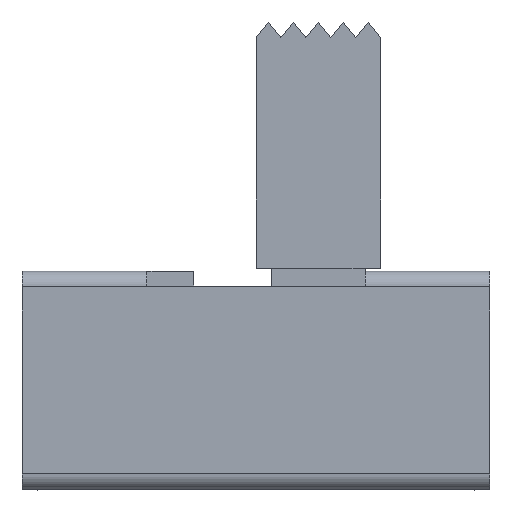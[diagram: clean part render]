
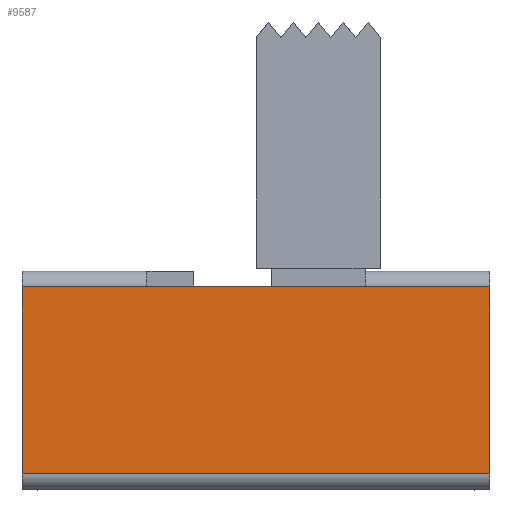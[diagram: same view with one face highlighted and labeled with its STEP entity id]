
A CAD part, top view. The second image highlights one B-rep face of the part: STEP entity #9587.
In plain terms, the highlighted planar face has unit normal (0, 0, 1).
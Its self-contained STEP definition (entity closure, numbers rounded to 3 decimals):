
#8328 = CYLINDRICAL_SURFACE('',#8329,0.5);
#8329 = AXIS2_PLACEMENT_3D('',#8330,#8331,#8332);
#8330 = CARTESIAN_POINT('',(-7.5,3.,10.));
#8331 = DIRECTION('',(1.,0.,0.));
#8332 = DIRECTION('',(0.,1.,0.));
#8356 = PLANE('',#8357);
#8357 = AXIS2_PLACEMENT_3D('',#8358,#8359,#8360);
#8358 = CARTESIAN_POINT('',(7.5,3.5,10.5));
#8359 = DIRECTION('',(1.,0.,0.));
#8360 = DIRECTION('',(0.,0.,-1.));
#8706 = VERTEX_POINT('',#8707);
#8707 = CARTESIAN_POINT('',(3.5,3.,10.5));
#8729 = EDGE_CURVE('',#8706,#8730,#8732,.T.);
#8730 = VERTEX_POINT('',#8731);
#8731 = CARTESIAN_POINT('',(7.5,3.,10.5));
#8732 = SURFACE_CURVE('',#8733,(#8737,#8744),.PCURVE_S1.);
#8733 = LINE('',#8734,#8735);
#8734 = CARTESIAN_POINT('',(-7.5,3.,10.5));
#8735 = VECTOR('',#8736,1.);
#8736 = DIRECTION('',(1.,0.,0.));
#8737 = PCURVE('',#8328,#8738);
#8738 = DEFINITIONAL_REPRESENTATION('',(#8739),#8743);
#8739 = LINE('',#8740,#8741);
#8740 = CARTESIAN_POINT('',(1.571,0.));
#8741 = VECTOR('',#8742,1.);
#8742 = DIRECTION('',(0.,1.));
#8743 = ( GEOMETRIC_REPRESENTATION_CONTEXT(2) 
PARAMETRIC_REPRESENTATION_CONTEXT() REPRESENTATION_CONTEXT('2D SPACE',''
  ) );
#8744 = PCURVE('',#8745,#8750);
#8745 = PLANE('',#8746);
#8746 = AXIS2_PLACEMENT_3D('',#8747,#8748,#8749);
#8747 = CARTESIAN_POINT('',(-7.5,3.5,10.5));
#8748 = DIRECTION('',(0.,0.,1.));
#8749 = DIRECTION('',(1.,0.,0.));
#8750 = DEFINITIONAL_REPRESENTATION('',(#8751),#8755);
#8751 = LINE('',#8752,#8753);
#8752 = CARTESIAN_POINT('',(0.,-0.5));
#8753 = VECTOR('',#8754,1.);
#8754 = DIRECTION('',(1.,0.));
#8755 = ( GEOMETRIC_REPRESENTATION_CONTEXT(2) 
PARAMETRIC_REPRESENTATION_CONTEXT() REPRESENTATION_CONTEXT('2D SPACE',''
  ) );
#8849 = PLANE('',#8850);
#8850 = AXIS2_PLACEMENT_3D('',#8851,#8852,#8853);
#8851 = CARTESIAN_POINT('',(-3.5,3.,7.));
#8852 = DIRECTION('',(0.,1.,0.));
#8853 = DIRECTION('',(0.,0.,1.));
#9408 = EDGE_CURVE('',#8730,#9409,#9411,.T.);
#9409 = VERTEX_POINT('',#9410);
#9410 = CARTESIAN_POINT('',(7.5,-3.,10.5));
#9411 = SURFACE_CURVE('',#9412,(#9416,#9423),.PCURVE_S1.);
#9412 = LINE('',#9413,#9414);
#9413 = CARTESIAN_POINT('',(7.5,3.5,10.5));
#9414 = VECTOR('',#9415,1.);
#9415 = DIRECTION('',(0.,-1.,0.));
#9416 = PCURVE('',#8356,#9417);
#9417 = DEFINITIONAL_REPRESENTATION('',(#9418),#9422);
#9418 = LINE('',#9419,#9420);
#9419 = CARTESIAN_POINT('',(0.,0.));
#9420 = VECTOR('',#9421,1.);
#9421 = DIRECTION('',(0.,-1.));
#9422 = ( GEOMETRIC_REPRESENTATION_CONTEXT(2) 
PARAMETRIC_REPRESENTATION_CONTEXT() REPRESENTATION_CONTEXT('2D SPACE',''
  ) );
#9423 = PCURVE('',#8745,#9424);
#9424 = DEFINITIONAL_REPRESENTATION('',(#9425),#9429);
#9425 = LINE('',#9426,#9427);
#9426 = CARTESIAN_POINT('',(15.,0.));
#9427 = VECTOR('',#9428,1.);
#9428 = DIRECTION('',(0.,-1.));
#9429 = ( GEOMETRIC_REPRESENTATION_CONTEXT(2) 
PARAMETRIC_REPRESENTATION_CONTEXT() REPRESENTATION_CONTEXT('2D SPACE',''
  ) );
#9448 = CYLINDRICAL_SURFACE('',#9449,0.5);
#9449 = AXIS2_PLACEMENT_3D('',#9450,#9451,#9452);
#9450 = CARTESIAN_POINT('',(-7.5,-3.,10.));
#9451 = DIRECTION('',(1.,0.,0.));
#9452 = DIRECTION('',(0.,0.,1.));
#9587 = ADVANCED_FACE('',(#9588),#8745,.T.);
#9588 = FACE_BOUND('',#9589,.T.);
#9589 = EDGE_LOOP('',(#9590,#9620,#9641,#9642,#9643,#9666));
#9590 = ORIENTED_EDGE('',*,*,#9591,.T.);
#9591 = EDGE_CURVE('',#9592,#9594,#9596,.T.);
#9592 = VERTEX_POINT('',#9593);
#9593 = CARTESIAN_POINT('',(-7.5,3.,10.5));
#9594 = VERTEX_POINT('',#9595);
#9595 = CARTESIAN_POINT('',(-7.5,-3.,10.5));
#9596 = SURFACE_CURVE('',#9597,(#9601,#9608),.PCURVE_S1.);
#9597 = LINE('',#9598,#9599);
#9598 = CARTESIAN_POINT('',(-7.5,3.5,10.5));
#9599 = VECTOR('',#9600,1.);
#9600 = DIRECTION('',(0.,-1.,0.));
#9601 = PCURVE('',#8745,#9602);
#9602 = DEFINITIONAL_REPRESENTATION('',(#9603),#9607);
#9603 = LINE('',#9604,#9605);
#9604 = CARTESIAN_POINT('',(0.,0.));
#9605 = VECTOR('',#9606,1.);
#9606 = DIRECTION('',(0.,-1.));
#9607 = ( GEOMETRIC_REPRESENTATION_CONTEXT(2) 
PARAMETRIC_REPRESENTATION_CONTEXT() REPRESENTATION_CONTEXT('2D SPACE',''
  ) );
#9608 = PCURVE('',#9609,#9614);
#9609 = PLANE('',#9610);
#9610 = AXIS2_PLACEMENT_3D('',#9611,#9612,#9613);
#9611 = CARTESIAN_POINT('',(-7.5,3.5,0.5));
#9612 = DIRECTION('',(-1.,0.,0.));
#9613 = DIRECTION('',(0.,0.,1.));
#9614 = DEFINITIONAL_REPRESENTATION('',(#9615),#9619);
#9615 = LINE('',#9616,#9617);
#9616 = CARTESIAN_POINT('',(10.,0.));
#9617 = VECTOR('',#9618,1.);
#9618 = DIRECTION('',(0.,-1.));
#9619 = ( GEOMETRIC_REPRESENTATION_CONTEXT(2) 
PARAMETRIC_REPRESENTATION_CONTEXT() REPRESENTATION_CONTEXT('2D SPACE',''
  ) );
#9620 = ORIENTED_EDGE('',*,*,#9621,.T.);
#9621 = EDGE_CURVE('',#9594,#9409,#9622,.T.);
#9622 = SURFACE_CURVE('',#9623,(#9627,#9634),.PCURVE_S1.);
#9623 = LINE('',#9624,#9625);
#9624 = CARTESIAN_POINT('',(-7.5,-3.,10.5));
#9625 = VECTOR('',#9626,1.);
#9626 = DIRECTION('',(1.,0.,0.));
#9627 = PCURVE('',#8745,#9628);
#9628 = DEFINITIONAL_REPRESENTATION('',(#9629),#9633);
#9629 = LINE('',#9630,#9631);
#9630 = CARTESIAN_POINT('',(0.,-6.5));
#9631 = VECTOR('',#9632,1.);
#9632 = DIRECTION('',(1.,0.));
#9633 = ( GEOMETRIC_REPRESENTATION_CONTEXT(2) 
PARAMETRIC_REPRESENTATION_CONTEXT() REPRESENTATION_CONTEXT('2D SPACE',''
  ) );
#9634 = PCURVE('',#9448,#9635);
#9635 = DEFINITIONAL_REPRESENTATION('',(#9636),#9640);
#9636 = LINE('',#9637,#9638);
#9637 = CARTESIAN_POINT('',(0.,0.));
#9638 = VECTOR('',#9639,1.);
#9639 = DIRECTION('',(0.,1.));
#9640 = ( GEOMETRIC_REPRESENTATION_CONTEXT(2) 
PARAMETRIC_REPRESENTATION_CONTEXT() REPRESENTATION_CONTEXT('2D SPACE',''
  ) );
#9641 = ORIENTED_EDGE('',*,*,#9408,.F.);
#9642 = ORIENTED_EDGE('',*,*,#8729,.F.);
#9643 = ORIENTED_EDGE('',*,*,#9644,.F.);
#9644 = EDGE_CURVE('',#9645,#8706,#9647,.T.);
#9645 = VERTEX_POINT('',#9646);
#9646 = CARTESIAN_POINT('',(-3.5,3.,10.5));
#9647 = SURFACE_CURVE('',#9648,(#9652,#9659),.PCURVE_S1.);
#9648 = LINE('',#9649,#9650);
#9649 = CARTESIAN_POINT('',(-3.5,3.,10.5));
#9650 = VECTOR('',#9651,1.);
#9651 = DIRECTION('',(1.,0.,0.));
#9652 = PCURVE('',#8745,#9653);
#9653 = DEFINITIONAL_REPRESENTATION('',(#9654),#9658);
#9654 = LINE('',#9655,#9656);
#9655 = CARTESIAN_POINT('',(4.,-0.5));
#9656 = VECTOR('',#9657,1.);
#9657 = DIRECTION('',(1.,0.));
#9658 = ( GEOMETRIC_REPRESENTATION_CONTEXT(2) 
PARAMETRIC_REPRESENTATION_CONTEXT() REPRESENTATION_CONTEXT('2D SPACE',''
  ) );
#9659 = PCURVE('',#8849,#9660);
#9660 = DEFINITIONAL_REPRESENTATION('',(#9661),#9665);
#9661 = LINE('',#9662,#9663);
#9662 = CARTESIAN_POINT('',(3.5,0.));
#9663 = VECTOR('',#9664,1.);
#9664 = DIRECTION('',(0.,1.));
#9665 = ( GEOMETRIC_REPRESENTATION_CONTEXT(2) 
PARAMETRIC_REPRESENTATION_CONTEXT() REPRESENTATION_CONTEXT('2D SPACE',''
  ) );
#9666 = ORIENTED_EDGE('',*,*,#9667,.F.);
#9667 = EDGE_CURVE('',#9592,#9645,#9668,.T.);
#9668 = SURFACE_CURVE('',#9669,(#9673,#9680),.PCURVE_S1.);
#9669 = LINE('',#9670,#9671);
#9670 = CARTESIAN_POINT('',(-7.5,3.,10.5));
#9671 = VECTOR('',#9672,1.);
#9672 = DIRECTION('',(1.,0.,0.));
#9673 = PCURVE('',#8745,#9674);
#9674 = DEFINITIONAL_REPRESENTATION('',(#9675),#9679);
#9675 = LINE('',#9676,#9677);
#9676 = CARTESIAN_POINT('',(0.,-0.5));
#9677 = VECTOR('',#9678,1.);
#9678 = DIRECTION('',(1.,0.));
#9679 = ( GEOMETRIC_REPRESENTATION_CONTEXT(2) 
PARAMETRIC_REPRESENTATION_CONTEXT() REPRESENTATION_CONTEXT('2D SPACE',''
  ) );
#9680 = PCURVE('',#9681,#9686);
#9681 = CYLINDRICAL_SURFACE('',#9682,0.5);
#9682 = AXIS2_PLACEMENT_3D('',#9683,#9684,#9685);
#9683 = CARTESIAN_POINT('',(-7.5,3.,10.));
#9684 = DIRECTION('',(1.,0.,0.));
#9685 = DIRECTION('',(0.,1.,0.));
#9686 = DEFINITIONAL_REPRESENTATION('',(#9687),#9691);
#9687 = LINE('',#9688,#9689);
#9688 = CARTESIAN_POINT('',(1.571,0.));
#9689 = VECTOR('',#9690,1.);
#9690 = DIRECTION('',(0.,1.));
#9691 = ( GEOMETRIC_REPRESENTATION_CONTEXT(2) 
PARAMETRIC_REPRESENTATION_CONTEXT() REPRESENTATION_CONTEXT('2D SPACE',''
  ) );
